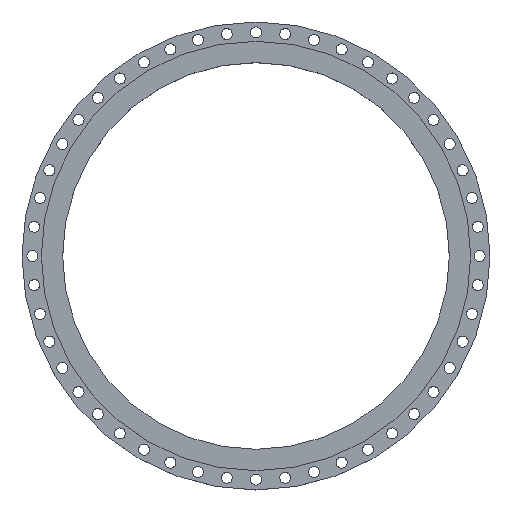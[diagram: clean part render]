
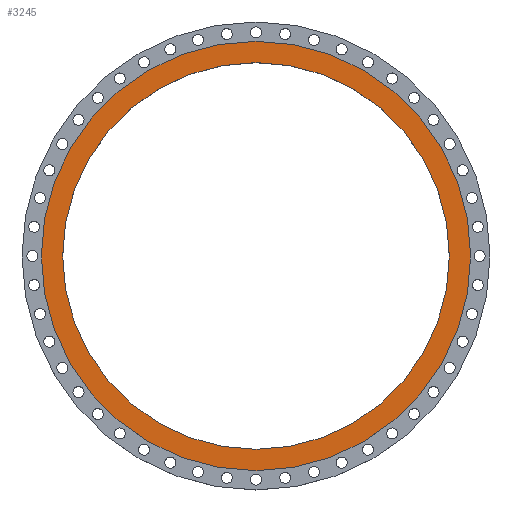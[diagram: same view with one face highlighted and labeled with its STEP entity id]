
A CAD part, top view. The second image highlights one B-rep face of the part: STEP entity #3245.
In plain terms, the highlighted planar face has unit normal (0, 0, 1).
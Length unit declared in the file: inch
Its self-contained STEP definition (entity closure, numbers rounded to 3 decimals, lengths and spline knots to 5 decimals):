
#29 = DIRECTION ( 'NONE',  ( 1., 0., 0. ) ) ;
#78 = FACE_BOUND ( 'NONE', #651, .T. ) ;
#98 = EDGE_LOOP ( 'NONE', ( #2395, #1730 ) ) ;
#140 = CARTESIAN_POINT ( 'NONE',  ( 0., 15.3125, 0. ) ) ;
#410 = CARTESIAN_POINT ( 'NONE',  ( 17., 0., 0. ) ) ;
#651 = EDGE_LOOP ( 'NONE', ( #2331, #2349 ) ) ;
#750 = EDGE_CURVE ( 'NONE', #3616, #2393, #1533, .T. ) ;
#978 = CARTESIAN_POINT ( 'NONE',  ( 0., 0., 0. ) ) ;
#1012 = VERTEX_POINT ( 'NONE', #3101 ) ;
#1236 = AXIS2_PLACEMENT_3D ( 'NONE', #1683, #3231, #2967 ) ;
#1247 = DIRECTION ( 'NONE',  ( 0., 0., 1. ) ) ;
#1313 = FACE_OUTER_BOUND ( 'NONE', #98, .T. ) ;
#1324 = DIRECTION ( 'NONE',  ( 0., 0., 1. ) ) ;
#1529 = AXIS2_PLACEMENT_3D ( 'NONE', #2377, #3366, #29 ) ;
#1533 = CIRCLE ( 'NONE', #1529, 15.3125 ) ;
#1649 = DIRECTION ( 'NONE',  ( 1., 0., 0. ) ) ;
#1683 = CARTESIAN_POINT ( 'NONE',  ( 0., 0., 0. ) ) ;
#1730 = ORIENTED_EDGE ( 'NONE', *, *, #3967, .T. ) ;
#1915 = CIRCLE ( 'NONE', #2240, 17. ) ;
#1988 = PLANE ( 'NONE',  #2776 ) ;
#2002 = CARTESIAN_POINT ( 'NONE',  ( -15.3125, 0., 0. ) ) ;
#2219 = CARTESIAN_POINT ( 'NONE',  ( 0., 0., 0. ) ) ;
#2240 = AXIS2_PLACEMENT_3D ( 'NONE', #978, #1324, #1649 ) ;
#2243 = EDGE_CURVE ( 'NONE', #2609, #1012, #3035, .T. ) ;
#2306 = AXIS2_PLACEMENT_3D ( 'NONE', #2219, #1247, #2521 ) ;
#2331 = ORIENTED_EDGE ( 'NONE', *, *, #2783, .F. ) ;
#2349 = ORIENTED_EDGE ( 'NONE', *, *, #750, .F. ) ;
#2377 = CARTESIAN_POINT ( 'NONE',  ( 0., 0., 0. ) ) ;
#2393 = VERTEX_POINT ( 'NONE', #3049 ) ;
#2395 = ORIENTED_EDGE ( 'NONE', *, *, #2243, .T. ) ;
#2521 = DIRECTION ( 'NONE',  ( 1., 0., 0. ) ) ;
#2593 = DIRECTION ( 'NONE',  ( 0., 0., -1. ) ) ;
#2609 = VERTEX_POINT ( 'NONE', #410 ) ;
#2776 = AXIS2_PLACEMENT_3D ( 'NONE', #140, #2593, #3845 ) ;
#2783 = EDGE_CURVE ( 'NONE', #2393, #3616, #3824, .T. ) ;
#2967 = DIRECTION ( 'NONE',  ( 1., 0., 0. ) ) ;
#3035 = CIRCLE ( 'NONE', #1236, 17. ) ;
#3049 = CARTESIAN_POINT ( 'NONE',  ( 15.3125, 0., 0. ) ) ;
#3101 = CARTESIAN_POINT ( 'NONE',  ( -17., 0., 0. ) ) ;
#3231 = DIRECTION ( 'NONE',  ( 0., 0., 1. ) ) ;
#3245 = ADVANCED_FACE ( 'NONE', ( #78, #1313 ), #1988, .F. ) ;
#3366 = DIRECTION ( 'NONE',  ( 0., 0., 1. ) ) ;
#3616 = VERTEX_POINT ( 'NONE', #2002 ) ;
#3824 = CIRCLE ( 'NONE', #2306, 15.3125 ) ;
#3845 = DIRECTION ( 'NONE',  ( -1., 0., 0. ) ) ;
#3967 = EDGE_CURVE ( 'NONE', #1012, #2609, #1915, .T. ) ;
